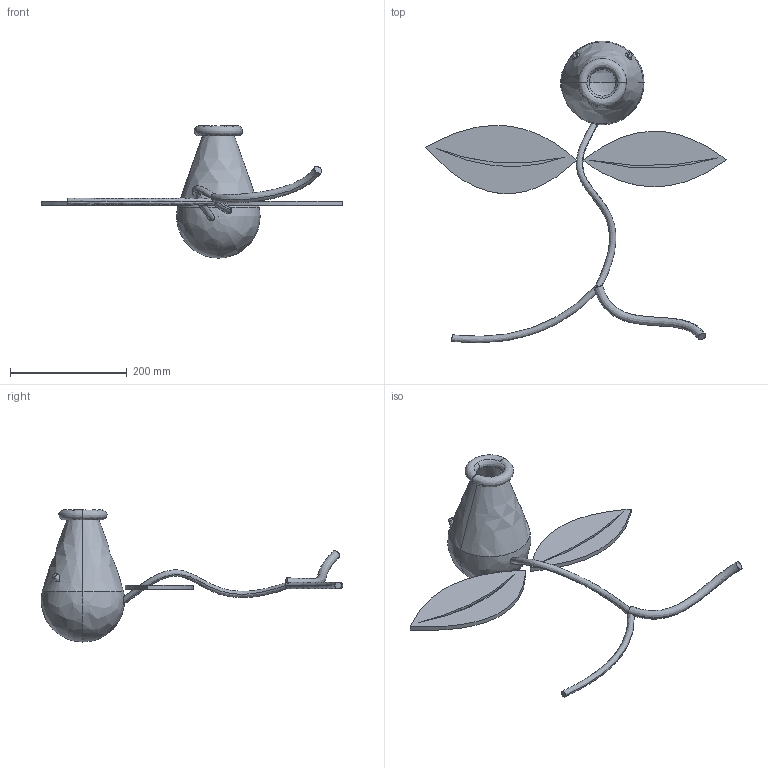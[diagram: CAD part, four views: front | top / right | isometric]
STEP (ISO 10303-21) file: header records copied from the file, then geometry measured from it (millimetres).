
FILE_DESCRIPTION(('FreeCAD Model'),'2;1');
FILE_NAME('Open CASCADE Shape Model','2025-05-04T11:59:27',('FreeCAD'),( 'FreeCAD'),'Open CASCADE STEP processor 7.6','FreeCAD','Unknown');
FILE_SCHEMA(('AUTOMOTIVE_DESIGN { 1 0 10303 214 1 1 1 1 }'));
Length unit declared in the file: millimetre
Products named in the file (1): Open CASCADE STEP translator 7.6 1
Bounding box: 513.97 x 516.05 x 226.22 mm (x, y, z)
Volume: 838942 mm3; surface area: 280199.1 mm2
Topology: 3 solids, 3 shells, 64 faces, 145 edges, 92 vertices
Faces by surface type: bspline 64
Entity records: 5317 total; most frequent: CARTESIAN_POINT 4468, ORIENTED_EDGE 282, EDGE_CURVE 141, VERTEX_POINT 92, B_SPLINE_CURVE_WITH_KNOTS 80, FACE_BOUND 73, EDGE_LOOP 73, ADVANCED_FACE 64
